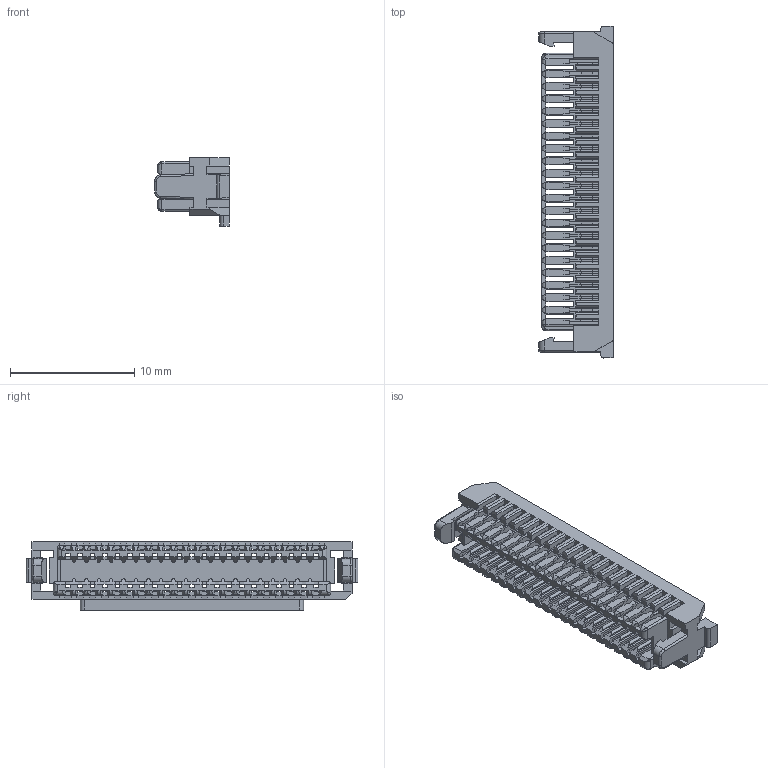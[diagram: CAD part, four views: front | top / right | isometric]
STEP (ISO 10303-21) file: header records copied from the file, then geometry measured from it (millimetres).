
FILE_DESCRIPTION (( 'STEP AP214' ), '1' );
FILE_NAME ('FHG10008-D42M2WHB.STEP', '2025-11-21T02:50:40', ( '' ), ( '' ), 'SwSTEP 2.0', 'SolidWorks 2021', '' );
FILE_SCHEMA (( 'AUTOMOTIVE_DESIGN' ));
Length unit declared in the file: millimetre
Products named in the file (1): FHG10008-D42M2WHB
Bounding box: 6 x 26.71 x 5.51 mm (x, y, z)
Volume: 271.6 mm3; surface area: 1563.5 mm2
Topology: 1 solids, 1 shells, 1919 faces, 5690 edges, 3644 vertices
Faces by surface type: plane 1801, cylinder 108, torus 6, bspline 4
Entity records: 63402 total; most frequent: CARTESIAN_POINT 12436, ORIENTED_EDGE 11380, DIRECTION 9450, EDGE_CURVE 5690, LINE 5462, VECTOR 5462, VERTEX_POINT 3644, AXIS2_PLACEMENT_3D 1994
